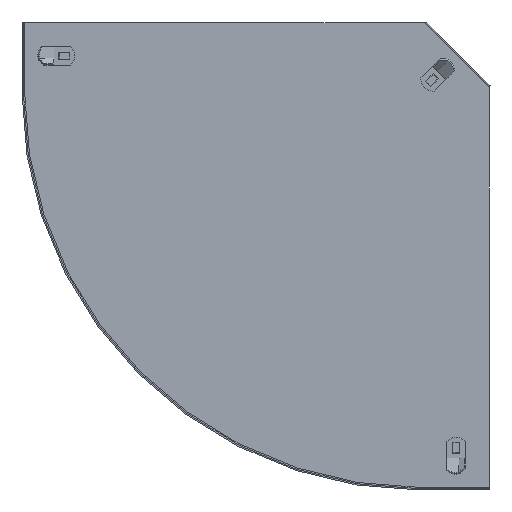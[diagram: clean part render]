
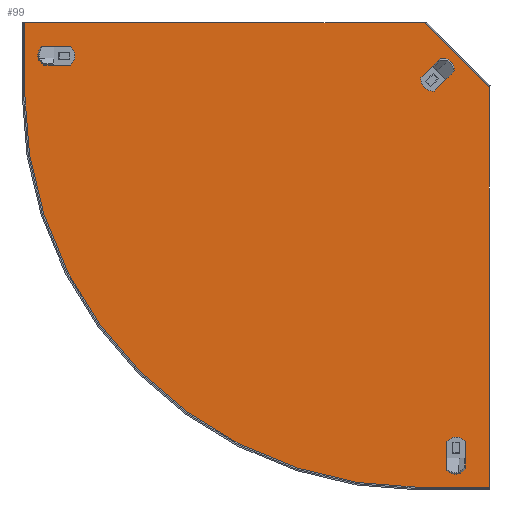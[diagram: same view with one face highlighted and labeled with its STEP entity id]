
A CAD part, front view. The second image highlights one B-rep face of the part: STEP entity #99.
In plain terms, the highlighted planar face has unit normal (0, -1, 0).
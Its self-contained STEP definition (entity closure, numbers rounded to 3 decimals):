
#32 = DIRECTION ( 'NONE',  ( 0., 1., 0. ) ) ;
#54 = LINE ( 'NONE', #409, #964 ) ;
#74 = ORIENTED_EDGE ( 'NONE', *, *, #960, .T. ) ;
#95 = AXIS2_PLACEMENT_3D ( 'NONE', #2026, #1120, #455 ) ;
#99 = ADVANCED_FACE ( 'NONE', ( #171, #1398, #1700, #2527 ), #2712, .F. ) ;
#123 = DIRECTION ( 'NONE',  ( 0., 1., 0. ) ) ;
#126 = AXIS2_PLACEMENT_3D ( 'NONE', #1561, #732, #935 ) ;
#134 = CARTESIAN_POINT ( 'NONE',  ( -48.484, -1., -0.101 ) ) ;
#171 = FACE_OUTER_BOUND ( 'NONE', #1894, .T. ) ;
#182 = VERTEX_POINT ( 'NONE', #695 ) ;
#237 = EDGE_LOOP ( 'NONE', ( #1830, #1703 ) ) ;
#248 = EDGE_CURVE ( 'NONE', #903, #2891, #1737, .T. ) ;
#260 = CARTESIAN_POINT ( 'NONE',  ( -25., -1., -315.35 ) ) ;
#261 = CARTESIAN_POINT ( 'NONE',  ( -0.101, -1., -48.484 ) ) ;
#307 = CIRCLE ( 'NONE', #1443, 6.15 ) ;
#330 = AXIS2_PLACEMENT_3D ( 'NONE', #2645, #123, #837 ) ;
#341 = ORIENTED_EDGE ( 'NONE', *, *, #2894, .T. ) ;
#391 = CARTESIAN_POINT ( 'NONE',  ( -43.385, -1., -43.385 ) ) ;
#409 = CARTESIAN_POINT ( 'NONE',  ( 0., -1., -351.5 ) ) ;
#440 = EDGE_CURVE ( 'NONE', #2226, #1271, #2803, .T. ) ;
#442 = ORIENTED_EDGE ( 'NONE', *, *, #2617, .T. ) ;
#455 = DIRECTION ( 'NONE',  ( 0., 0., 1. ) ) ;
#462 = AXIS2_PLACEMENT_3D ( 'NONE', #582, #2411, #568 ) ;
#472 = EDGE_CURVE ( 'NONE', #776, #2226, #1075, .T. ) ;
#529 = EDGE_CURVE ( 'NONE', #1727, #2144, #1537, .T. ) ;
#532 = VECTOR ( 'NONE', #2829, 1000. ) ;
#568 = DIRECTION ( 'NONE',  ( 0., 0., 1. ) ) ;
#582 = CARTESIAN_POINT ( 'NONE',  ( -53., -1., -53. ) ) ;
#607 = EDGE_LOOP ( 'NONE', ( #442, #74 ) ) ;
#616 = ORIENTED_EDGE ( 'NONE', *, *, #1283, .F. ) ;
#680 = CARTESIAN_POINT ( 'NONE',  ( -53., -1., -351.5 ) ) ;
#695 = CARTESIAN_POINT ( 'NONE',  ( -0.101, -1., -48.484 ) ) ;
#705 = B_SPLINE_CURVE_WITH_KNOTS ( 'NONE', 3,
 ( #955, #2750, #2770, #1405, #965, #261 ),
 .UNSPECIFIED., .F., .F.,
 ( 4, 2, 4 ),
 ( 0.011, 0.012, 0.013 ),
 .UNSPECIFIED. ) ;
#712 = CARTESIAN_POINT ( 'NONE',  ( -25., -1., -327.65 ) ) ;
#732 = DIRECTION ( 'NONE',  ( 0., 1., 0. ) ) ;
#741 = VECTOR ( 'NONE', #2176, 1000. ) ;
#776 = VERTEX_POINT ( 'NONE', #680 ) ;
#801 = VECTOR ( 'NONE', #1640, 1000. ) ;
#837 = DIRECTION ( 'NONE',  ( 0., 0., 1. ) ) ;
#903 = VERTEX_POINT ( 'NONE', #260 ) ;
#935 = DIRECTION ( 'NONE',  ( 0., 0., 1. ) ) ;
#950 = CARTESIAN_POINT ( 'NONE',  ( -321.5, -1., -18.85 ) ) ;
#955 = CARTESIAN_POINT ( 'NONE',  ( 0., -1., -50. ) ) ;
#960 = EDGE_CURVE ( 'NONE', #2086, #2810, #1808, .T. ) ;
#964 = VECTOR ( 'NONE', #2214, 1000. ) ;
#965 = CARTESIAN_POINT ( 'NONE',  ( -0.141, -1., -48.737 ) ) ;
#1003 = CARTESIAN_POINT ( 'NONE',  ( -351.5, -1., 0. ) ) ;
#1075 = CIRCLE ( 'NONE', #462, 298.5 ) ;
#1083 = AXIS2_PLACEMENT_3D ( 'NONE', #391, #1300, #2210 ) ;
#1092 = CARTESIAN_POINT ( 'NONE',  ( -50., -1., 0. ) ) ;
#1094 = EDGE_CURVE ( 'NONE', #1271, #1727, #1558, .T. ) ;
#1120 = DIRECTION ( 'NONE',  ( 0., 1., 0. ) ) ;
#1176 = CIRCLE ( 'NONE', #330, 6.15 ) ;
#1204 = CARTESIAN_POINT ( 'NONE',  ( -25., -1., -321.5 ) ) ;
#1271 = VERTEX_POINT ( 'NONE', #2908 ) ;
#1272 = DIRECTION ( 'NONE',  ( 0., 0., -1. ) ) ;
#1283 = EDGE_CURVE ( 'NONE', #2855, #776, #54, .T. ) ;
#1300 = DIRECTION ( 'NONE',  ( 0., 1., 0. ) ) ;
#1312 = CARTESIAN_POINT ( 'NONE',  ( -48.484, -1., -0.101 ) ) ;
#1398 = FACE_BOUND ( 'NONE', #1478, .T. ) ;
#1405 = CARTESIAN_POINT ( 'NONE',  ( -0.141, -1., -48.993 ) ) ;
#1419 = LINE ( 'NONE', #2464, #801 ) ;
#1443 = AXIS2_PLACEMENT_3D ( 'NONE', #1204, #32, #2785 ) ;
#1450 = CARTESIAN_POINT ( 'NONE',  ( -25., -1., -321.5 ) ) ;
#1478 = EDGE_LOOP ( 'NONE', ( #2529, #1865 ) ) ;
#1485 = CARTESIAN_POINT ( 'NONE',  ( -48.737, -1., -0.141 ) ) ;
#1512 = CARTESIAN_POINT ( 'NONE',  ( 0., -1., -31.332 ) ) ;
#1520 = CARTESIAN_POINT ( 'NONE',  ( -321.5, -1., -31.15 ) ) ;
#1536 = VERTEX_POINT ( 'NONE', #2161 ) ;
#1537 = B_SPLINE_CURVE_WITH_KNOTS ( 'NONE', 3,
 ( #2840, #2861, #2850, #1950, #1485, #134 ),
 .UNSPECIFIED., .F., .F.,
 ( 4, 2, 4 ),
 ( 0.011, 0.012, 0.013 ),
 .UNSPECIFIED. ) ;
#1558 = LINE ( 'NONE', #1003, #741 ) ;
#1561 = CARTESIAN_POINT ( 'NONE',  ( -53., -1., -53. ) ) ;
#1595 = EDGE_CURVE ( 'NONE', #1536, #2855, #2690, .T. ) ;
#1618 = EDGE_CURVE ( 'NONE', #2559, #2088, #1176, .T. ) ;
#1630 = DIRECTION ( 'NONE',  ( 0., 1., 0. ) ) ;
#1640 = DIRECTION ( 'NONE',  ( -0.707, 0., 0.707 ) ) ;
#1647 = CARTESIAN_POINT ( 'NONE',  ( -43.385, -1., -43.385 ) ) ;
#1659 = ORIENTED_EDGE ( 'NONE', *, *, #529, .F. ) ;
#1681 = DIRECTION ( 'NONE',  ( 0., 1., 0. ) ) ;
#1700 = FACE_BOUND ( 'NONE', #237, .T. ) ;
#1703 = ORIENTED_EDGE ( 'NONE', *, *, #2298, .T. ) ;
#1726 = CARTESIAN_POINT ( 'NONE',  ( -351.5, -1., 0. ) ) ;
#1727 = VERTEX_POINT ( 'NONE', #1092 ) ;
#1737 = CIRCLE ( 'NONE', #2248, 6.15 ) ;
#1779 = ORIENTED_EDGE ( 'NONE', *, *, #1094, .F. ) ;
#1808 = CIRCLE ( 'NONE', #2003, 6.15 ) ;
#1830 = ORIENTED_EDGE ( 'NONE', *, *, #248, .T. ) ;
#1860 = DIRECTION ( 'NONE',  ( 0., 0., 1. ) ) ;
#1865 = ORIENTED_EDGE ( 'NONE', *, *, #2243, .T. ) ;
#1894 = EDGE_LOOP ( 'NONE', ( #2486, #2213, #341, #1659, #1779, #2200, #2807, #616 ) ) ;
#1950 = CARTESIAN_POINT ( 'NONE',  ( -48.993, -1., -0.141 ) ) ;
#2003 = AXIS2_PLACEMENT_3D ( 'NONE', #1647, #1630, #1860 ) ;
#2010 = CARTESIAN_POINT ( 'NONE',  ( -43.385, -1., -37.235 ) ) ;
#2026 = CARTESIAN_POINT ( 'NONE',  ( -321.5, -1., -25. ) ) ;
#2039 = CARTESIAN_POINT ( 'NONE',  ( -351.5, -1., -53. ) ) ;
#2086 = VERTEX_POINT ( 'NONE', #2856 ) ;
#2088 = VERTEX_POINT ( 'NONE', #1520 ) ;
#2144 = VERTEX_POINT ( 'NONE', #1312 ) ;
#2161 = CARTESIAN_POINT ( 'NONE',  ( 0., -1., -50. ) ) ;
#2176 = DIRECTION ( 'NONE',  ( 1., 0., 0. ) ) ;
#2200 = ORIENTED_EDGE ( 'NONE', *, *, #440, .F. ) ;
#2210 = DIRECTION ( 'NONE',  ( 0., 0., 1. ) ) ;
#2213 = ORIENTED_EDGE ( 'NONE', *, *, #2888, .T. ) ;
#2214 = DIRECTION ( 'NONE',  ( -1., 0., 0. ) ) ;
#2226 = VERTEX_POINT ( 'NONE', #2039 ) ;
#2243 = EDGE_CURVE ( 'NONE', #2088, #2559, #2479, .T. ) ;
#2248 = AXIS2_PLACEMENT_3D ( 'NONE', #1450, #1681, #2800 ) ;
#2298 = EDGE_CURVE ( 'NONE', #2891, #903, #307, .T. ) ;
#2411 = DIRECTION ( 'NONE',  ( 0., 1., 0. ) ) ;
#2443 = VECTOR ( 'NONE', #1272, 1000. ) ;
#2464 = CARTESIAN_POINT ( 'NONE',  ( -24.293, -1., -24.293 ) ) ;
#2479 = CIRCLE ( 'NONE', #95, 6.15 ) ;
#2486 = ORIENTED_EDGE ( 'NONE', *, *, #1595, .F. ) ;
#2527 = FACE_BOUND ( 'NONE', #607, .T. ) ;
#2529 = ORIENTED_EDGE ( 'NONE', *, *, #1618, .T. ) ;
#2559 = VERTEX_POINT ( 'NONE', #950 ) ;
#2617 = EDGE_CURVE ( 'NONE', #2810, #2086, #2683, .T. ) ;
#2645 = CARTESIAN_POINT ( 'NONE',  ( -321.5, -1., -25. ) ) ;
#2680 = CARTESIAN_POINT ( 'NONE',  ( 0., -1., -351.5 ) ) ;
#2683 = CIRCLE ( 'NONE', #1083, 6.15 ) ;
#2690 = LINE ( 'NONE', #1512, #2443 ) ;
#2712 = PLANE ( 'NONE',  #126 ) ;
#2750 = CARTESIAN_POINT ( 'NONE',  ( -0.046, -1., -49.749 ) ) ;
#2770 = CARTESIAN_POINT ( 'NONE',  ( -0.093, -1., -49.499 ) ) ;
#2785 = DIRECTION ( 'NONE',  ( 0., 0., 1. ) ) ;
#2800 = DIRECTION ( 'NONE',  ( 0., 0., 1. ) ) ;
#2803 = LINE ( 'NONE', #1726, #532 ) ;
#2807 = ORIENTED_EDGE ( 'NONE', *, *, #472, .F. ) ;
#2810 = VERTEX_POINT ( 'NONE', #2010 ) ;
#2829 = DIRECTION ( 'NONE',  ( 0., 0., 1. ) ) ;
#2840 = CARTESIAN_POINT ( 'NONE',  ( -50., -1., 0. ) ) ;
#2850 = CARTESIAN_POINT ( 'NONE',  ( -49.499, -1., -0.093 ) ) ;
#2855 = VERTEX_POINT ( 'NONE', #2680 ) ;
#2856 = CARTESIAN_POINT ( 'NONE',  ( -43.385, -1., -49.535 ) ) ;
#2861 = CARTESIAN_POINT ( 'NONE',  ( -49.749, -1., -0.046 ) ) ;
#2888 = EDGE_CURVE ( 'NONE', #1536, #182, #705, .T. ) ;
#2891 = VERTEX_POINT ( 'NONE', #712 ) ;
#2894 = EDGE_CURVE ( 'NONE', #182, #2144, #1419, .T. ) ;
#2908 = CARTESIAN_POINT ( 'NONE',  ( -351.5, -1., 0. ) ) ;
